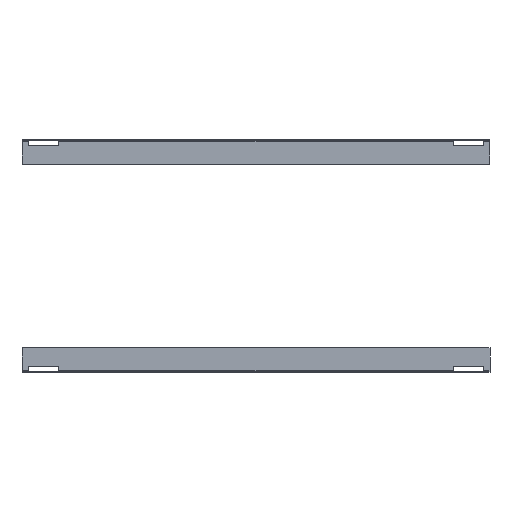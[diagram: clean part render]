
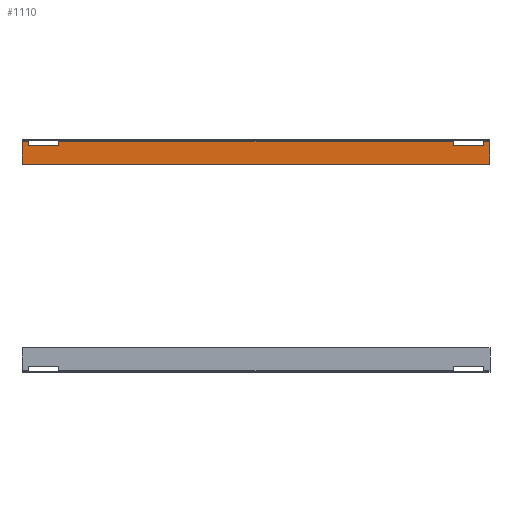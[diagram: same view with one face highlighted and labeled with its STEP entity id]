
A CAD part, top view. The second image highlights one B-rep face of the part: STEP entity #1110.
In plain terms, the highlighted planar face has unit normal (0, 0, 1).
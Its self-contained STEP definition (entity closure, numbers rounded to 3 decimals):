
#20 = ORIENTED_EDGE ( 'NONE', *, *, #2995, .F. ) ;
#47 = CARTESIAN_POINT ( 'NONE',  ( 0., -3., 0. ) ) ;
#68 = ORIENTED_EDGE ( 'NONE', *, *, #1745, .F. ) ;
#71 = ORIENTED_EDGE ( 'NONE', *, *, #2351, .F. ) ;
#80 = AXIS2_PLACEMENT_3D ( 'NONE', #391, #2022, #349 ) ;
#84 = ORIENTED_EDGE ( 'NONE', *, *, #2512, .T. ) ;
#153 = CARTESIAN_POINT ( 'NONE',  ( 0., -3., 0. ) ) ;
#281 = DIRECTION ( 'NONE',  ( 1., 0., 0. ) ) ;
#349 = DIRECTION ( 'NONE',  ( 1., 0., 0. ) ) ;
#391 = CARTESIAN_POINT ( 'NONE',  ( 0., 0., 0. ) ) ;
#395 = VERTEX_POINT ( 'NONE', #587 ) ;
#423 = EDGE_CURVE ( 'NONE', #1447, #3008, #1976, .T. ) ;
#426 = ORIENTED_EDGE ( 'NONE', *, *, #2613, .F. ) ;
#530 = LINE ( 'NONE', #1105, #1097 ) ;
#584 = CARTESIAN_POINT ( 'NONE',  ( 884.25, 0., 0. ) ) ;
#587 = CARTESIAN_POINT ( 'NONE',  ( 960., -3., 0. ) ) ;
#598 = DIRECTION ( 'NONE',  ( 1., 0., 0. ) ) ;
#619 = DIRECTION ( 'NONE',  ( 0., 1., 0. ) ) ;
#691 = ORIENTED_EDGE ( 'NONE', *, *, #810, .T. ) ;
#695 = LINE ( 'NONE', #1152, #2021 ) ;
#696 = DIRECTION ( 'NONE',  ( 0., 1., 0. ) ) ;
#810 = EDGE_CURVE ( 'NONE', #1447, #2547, #695, .T. ) ;
#824 = EDGE_CURVE ( 'NONE', #2547, #1865, #1364, .T. ) ;
#829 = LINE ( 'NONE', #1751, #1013 ) ;
#848 = DIRECTION ( 'NONE',  ( 0., -1., 0. ) ) ;
#878 = CARTESIAN_POINT ( 'NONE',  ( 13.75, 0., 0. ) ) ;
#884 = VERTEX_POINT ( 'NONE', #2801 ) ;
#957 = LINE ( 'NONE', #2102, #1010 ) ;
#969 = VERTEX_POINT ( 'NONE', #2882 ) ;
#974 = CARTESIAN_POINT ( 'NONE',  ( 0., -12., 0. ) ) ;
#995 = VECTOR ( 'NONE', #598, 1000. ) ;
#1001 = CARTESIAN_POINT ( 'NONE',  ( 0., -50., 0. ) ) ;
#1010 = VECTOR ( 'NONE', #1938, 1000. ) ;
#1013 = VECTOR ( 'NONE', #619, 1000. ) ;
#1062 = EDGE_CURVE ( 'NONE', #884, #2037, #2834, .T. ) ;
#1087 = DIRECTION ( 'NONE',  ( 0., -1., 0. ) ) ;
#1097 = VECTOR ( 'NONE', #696, 1000. ) ;
#1105 = CARTESIAN_POINT ( 'NONE',  ( 946.25, 0., 0. ) ) ;
#1110 = ADVANCED_FACE ( 'NONE', ( #2947 ), #2722, .T. ) ;
#1148 = VERTEX_POINT ( 'NONE', #1746 ) ;
#1152 = CARTESIAN_POINT ( 'NONE',  ( 0., 0., 0. ) ) ;
#1263 = CARTESIAN_POINT ( 'NONE',  ( 0., -3., 0. ) ) ;
#1305 = VERTEX_POINT ( 'NONE', #1644 ) ;
#1364 = LINE ( 'NONE', #2298, #2939 ) ;
#1426 = ORIENTED_EDGE ( 'NONE', *, *, #2905, .F. ) ;
#1447 = VERTEX_POINT ( 'NONE', #47 ) ;
#1538 = VECTOR ( 'NONE', #1607, 1000. ) ;
#1559 = LINE ( 'NONE', #2489, #1538 ) ;
#1579 = LINE ( 'NONE', #878, #1836 ) ;
#1607 = DIRECTION ( 'NONE',  ( 1., 0., 0. ) ) ;
#1612 = DIRECTION ( 'NONE',  ( 1., 0., 0. ) ) ;
#1633 = ORIENTED_EDGE ( 'NONE', *, *, #423, .F. ) ;
#1644 = CARTESIAN_POINT ( 'NONE',  ( 884.25, -3., 0. ) ) ;
#1680 = DIRECTION ( 'NONE',  ( 0., -1., 0. ) ) ;
#1709 = CARTESIAN_POINT ( 'NONE',  ( 0., -12., 0. ) ) ;
#1744 = LINE ( 'NONE', #1263, #2273 ) ;
#1745 = EDGE_CURVE ( 'NONE', #1148, #1305, #1559, .T. ) ;
#1746 = CARTESIAN_POINT ( 'NONE',  ( 75.75, -3., 0. ) ) ;
#1751 = CARTESIAN_POINT ( 'NONE',  ( 75.75, 0., 0. ) ) ;
#1783 = LINE ( 'NONE', #584, #2229 ) ;
#1836 = VECTOR ( 'NONE', #1087, 1000. ) ;
#1865 = VERTEX_POINT ( 'NONE', #2787 ) ;
#1910 = DIRECTION ( 'NONE',  ( 1., 0., 0. ) ) ;
#1938 = DIRECTION ( 'NONE',  ( 0., 1., 0. ) ) ;
#1972 = CARTESIAN_POINT ( 'NONE',  ( 13.75, -3., 0. ) ) ;
#1976 = LINE ( 'NONE', #153, #995 ) ;
#2021 = VECTOR ( 'NONE', #1680, 1000. ) ;
#2022 = DIRECTION ( 'NONE',  ( 0., 0., 1. ) ) ;
#2037 = VERTEX_POINT ( 'NONE', #2578 ) ;
#2102 = CARTESIAN_POINT ( 'NONE',  ( 960., 0., 0. ) ) ;
#2116 = ORIENTED_EDGE ( 'NONE', *, *, #1062, .F. ) ;
#2159 = ORIENTED_EDGE ( 'NONE', *, *, #2169, .F. ) ;
#2169 = EDGE_CURVE ( 'NONE', #1305, #2254, #1783, .T. ) ;
#2229 = VECTOR ( 'NONE', #848, 1000. ) ;
#2254 = VERTEX_POINT ( 'NONE', #2685 ) ;
#2273 = VECTOR ( 'NONE', #2487, 1000. ) ;
#2289 = EDGE_CURVE ( 'NONE', #3008, #884, #1579, .T. ) ;
#2298 = CARTESIAN_POINT ( 'NONE',  ( 0., -50., 0. ) ) ;
#2351 = EDGE_CURVE ( 'NONE', #969, #2762, #530, .T. ) ;
#2371 = LINE ( 'NONE', #1709, #2912 ) ;
#2460 = VECTOR ( 'NONE', #1910, 1000. ) ;
#2487 = DIRECTION ( 'NONE',  ( 1., 0., 0. ) ) ;
#2489 = CARTESIAN_POINT ( 'NONE',  ( 0., -3., 0. ) ) ;
#2512 = EDGE_CURVE ( 'NONE', #1865, #395, #957, .T. ) ;
#2546 = CARTESIAN_POINT ( 'NONE',  ( 946.25, -3., 0. ) ) ;
#2547 = VERTEX_POINT ( 'NONE', #1001 ) ;
#2578 = CARTESIAN_POINT ( 'NONE',  ( 75.75, -12., 0. ) ) ;
#2613 = EDGE_CURVE ( 'NONE', #2762, #395, #1744, .T. ) ;
#2631 = EDGE_LOOP ( 'NONE', ( #71, #1426, #2159, #68, #20, #2116, #2702, #1633, #691, #2841, #84, #426 ) ) ;
#2685 = CARTESIAN_POINT ( 'NONE',  ( 884.25, -12., 0. ) ) ;
#2702 = ORIENTED_EDGE ( 'NONE', *, *, #2289, .F. ) ;
#2722 = PLANE ( 'NONE',  #80 ) ;
#2762 = VERTEX_POINT ( 'NONE', #2546 ) ;
#2787 = CARTESIAN_POINT ( 'NONE',  ( 960., -50., 0. ) ) ;
#2801 = CARTESIAN_POINT ( 'NONE',  ( 13.75, -12., 0. ) ) ;
#2834 = LINE ( 'NONE', #974, #2460 ) ;
#2841 = ORIENTED_EDGE ( 'NONE', *, *, #824, .T. ) ;
#2882 = CARTESIAN_POINT ( 'NONE',  ( 946.25, -12., 0. ) ) ;
#2905 = EDGE_CURVE ( 'NONE', #2254, #969, #2371, .T. ) ;
#2912 = VECTOR ( 'NONE', #281, 1000. ) ;
#2939 = VECTOR ( 'NONE', #1612, 1000. ) ;
#2947 = FACE_OUTER_BOUND ( 'NONE', #2631, .T. ) ;
#2995 = EDGE_CURVE ( 'NONE', #2037, #1148, #829, .T. ) ;
#3008 = VERTEX_POINT ( 'NONE', #1972 ) ;
